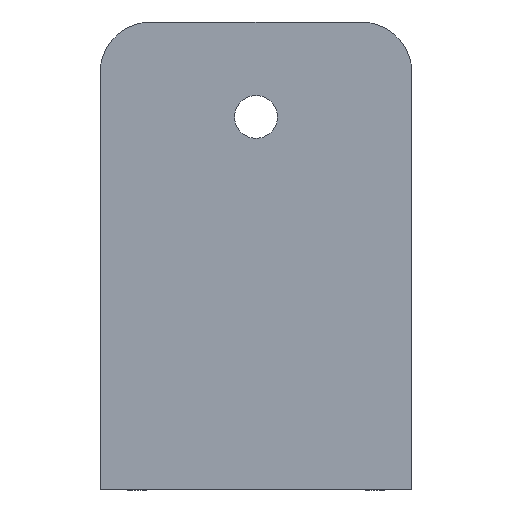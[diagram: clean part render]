
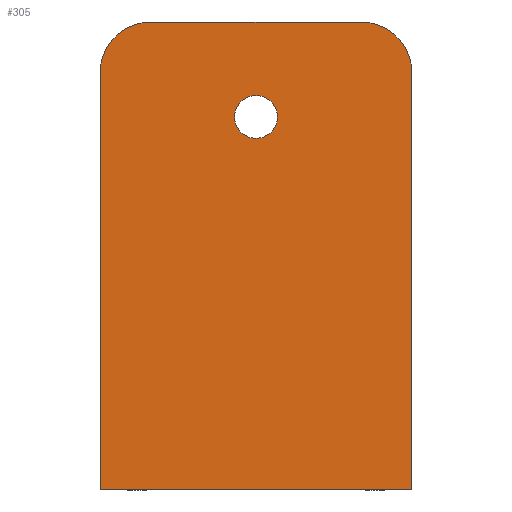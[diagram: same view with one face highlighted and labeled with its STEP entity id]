
A CAD part, left-side view. The second image highlights one B-rep face of the part: STEP entity #305.
In plain terms, the highlighted planar face has unit normal (-1, 0, 0).
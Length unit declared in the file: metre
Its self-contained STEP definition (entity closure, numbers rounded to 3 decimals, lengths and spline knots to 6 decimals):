
#20=CIRCLE('',#332,0.0075);
#22=CIRCLE('',#335,0.0075);
#25=CIRCLE('',#341,0.00315);
#69=ORIENTED_EDGE('',*,*,#138,.F.);
#70=ORIENTED_EDGE('',*,*,#130,.F.);
#71=ORIENTED_EDGE('',*,*,#125,.F.);
#72=ORIENTED_EDGE('',*,*,#135,.F.);
#73=ORIENTED_EDGE('',*,*,#122,.F.);
#74=ORIENTED_EDGE('',*,*,#115,.F.);
#75=ORIENTED_EDGE('',*,*,#139,.F.);
#115=EDGE_CURVE('',#152,#153,#180,.T.);
#122=EDGE_CURVE('',#153,#159,#20,.T.);
#125=EDGE_CURVE('',#161,#162,#22,.T.);
#130=EDGE_CURVE('',#162,#166,#191,.T.);
#135=EDGE_CURVE('',#159,#161,#196,.T.);
#138=EDGE_CURVE('',#171,#171,#25,.T.);
#139=EDGE_CURVE('',#166,#152,#198,.T.);
#152=VERTEX_POINT('',#454);
#153=VERTEX_POINT('',#455);
#159=VERTEX_POINT('',#469);
#161=VERTEX_POINT('',#475);
#162=VERTEX_POINT('',#476);
#166=VERTEX_POINT('',#486);
#171=VERTEX_POINT('',#501);
#180=LINE('',#453,#203);
#191=LINE('',#485,#214);
#196=LINE('',#495,#219);
#198=LINE('',#503,#221);
#203=VECTOR('',#366,1.);
#214=VECTOR('',#391,1.);
#219=VECTOR('',#398,1.);
#221=VECTOR('',#408,1.);
#233=EDGE_LOOP('',(#69));
#234=EDGE_LOOP('',(#70,#71,#72,#73,#74,#75));
#264=FACE_BOUND('',#233,.T.);
#265=FACE_BOUND('',#234,.T.);
#291=PLANE('',#342);
#305=ADVANCED_FACE('',(#264,#265),#291,.T.);
#332=AXIS2_PLACEMENT_3D('',#468,#375,#376);
#335=AXIS2_PLACEMENT_3D('',#474,#382,#383);
#341=AXIS2_PLACEMENT_3D('',#500,#404,#405);
#342=AXIS2_PLACEMENT_3D('',#502,#406,#407);
#366=DIRECTION('',(0.,0.,1.));
#375=DIRECTION('',(1.,0.,0.));
#376=DIRECTION('',(0.,0.707,0.707));
#382=DIRECTION('',(1.,0.,0.));
#383=DIRECTION('',(0.,-0.707,0.707));
#391=DIRECTION('',(0.,0.,-1.));
#398=DIRECTION('',(0.,-1.,0.));
#404=DIRECTION('',(-1.,0.,0.));
#405=DIRECTION('',(0.,1.,0.));
#406=DIRECTION('',(-1.,0.,0.));
#407=DIRECTION('',(0.,1.,0.));
#408=DIRECTION('',(0.,1.,0.));
#453=CARTESIAN_POINT('',(-0.130016,0.008,-0.122584));
#454=CARTESIAN_POINT('',(-0.130016,0.008,-0.180584));
#455=CARTESIAN_POINT('',(-0.130016,0.008,-0.119084));
#468=CARTESIAN_POINT('',(-0.130016,0.0005,-0.119084));
#469=CARTESIAN_POINT('',(-0.130016,0.0005,-0.111584));
#474=CARTESIAN_POINT('',(-0.130016,-0.0305,-0.119084));
#475=CARTESIAN_POINT('',(-0.130016,-0.0305,-0.111584));
#476=CARTESIAN_POINT('',(-0.130016,-0.038,-0.119084));
#485=CARTESIAN_POINT('',(-0.130016,-0.038,-0.128584));
#486=CARTESIAN_POINT('',(-0.130016,-0.038,-0.180584));
#495=CARTESIAN_POINT('',(-0.130016,-0.018,-0.111584));
#500=CARTESIAN_POINT('',(-0.130016,-0.015,-0.125584));
#501=CARTESIAN_POINT('',(-0.130016,-0.01185,-0.125584));
#502=CARTESIAN_POINT('',(-0.130016,-0.015,-0.125584));
#503=CARTESIAN_POINT('',(-0.130016,-0.012,-0.180584));
